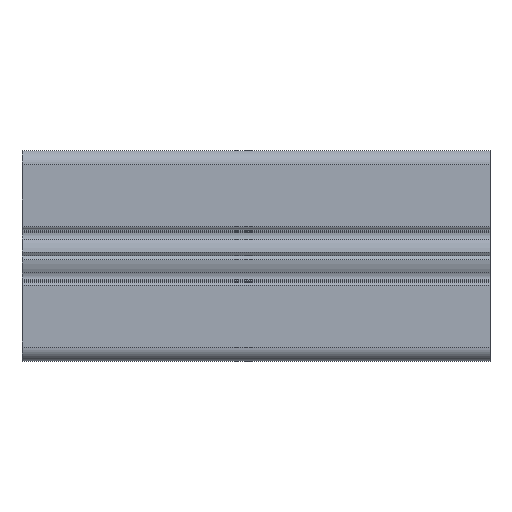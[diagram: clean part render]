
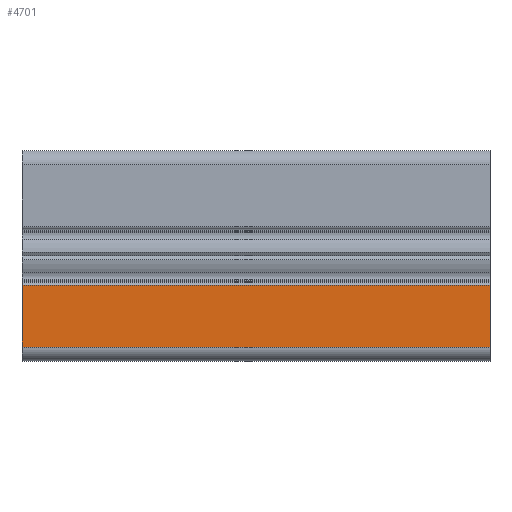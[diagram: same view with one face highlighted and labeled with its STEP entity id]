
A CAD part, top view. The second image highlights one B-rep face of the part: STEP entity #4701.
In plain terms, the highlighted planar face has unit normal (0, 0, 1).
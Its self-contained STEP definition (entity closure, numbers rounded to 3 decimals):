
#20 = DIRECTION ( 'NONE',  ( 0., 0., -1. ) ) ;
#26 = DIRECTION ( 'NONE',  ( 0., -1., 0. ) ) ;
#482 = AXIS2_PLACEMENT_3D ( 'NONE', #7150, #20, #5239 ) ;
#523 = FACE_OUTER_BOUND ( 'NONE', #3988, .T. ) ;
#1302 = CARTESIAN_POINT ( 'NONE',  ( 59.184, 48.598, 22.5 ) ) ;
#1336 = CARTESIAN_POINT ( 'NONE',  ( 59.184, 35.398, 22.5 ) ) ;
#1348 = VECTOR ( 'NONE', #5548, 1000. ) ;
#1435 = LINE ( 'NONE', #1827, #3198 ) ;
#1597 = CARTESIAN_POINT ( 'NONE',  ( 59.184, 35.398, 22.5 ) ) ;
#1827 = CARTESIAN_POINT ( 'NONE',  ( -40.816, 48.598, 22.5 ) ) ;
#1919 = VECTOR ( 'NONE', #6172, 1000. ) ;
#2015 = LINE ( 'NONE', #4823, #1919 ) ;
#2550 = VERTEX_POINT ( 'NONE', #6884 ) ;
#2567 = DIRECTION ( 'NONE',  ( 0., -1., 0. ) ) ;
#2593 = PLANE ( 'NONE',  #482 ) ;
#2848 = LINE ( 'NONE', #1302, #7944 ) ;
#2887 = LINE ( 'NONE', #1597, #1348 ) ;
#3138 = VERTEX_POINT ( 'NONE', #1336 ) ;
#3198 = VECTOR ( 'NONE', #2567, 1000. ) ;
#3282 = VERTEX_POINT ( 'NONE', #4795 ) ;
#3988 = EDGE_LOOP ( 'NONE', ( #4090, #5131, #4954, #4320 ) ) ;
#3997 = EDGE_CURVE ( 'NONE', #3138, #2550, #2887, .T. ) ;
#4090 = ORIENTED_EDGE ( 'NONE', *, *, #4623, .T. ) ;
#4320 = ORIENTED_EDGE ( 'NONE', *, *, #6264, .T. ) ;
#4623 = EDGE_CURVE ( 'NONE', #7741, #2550, #1435, .T. ) ;
#4701 = ADVANCED_FACE ( 'NONE', ( #523 ), #2593, .F. ) ;
#4795 = CARTESIAN_POINT ( 'NONE',  ( 59.184, 48.598, 22.5 ) ) ;
#4823 = CARTESIAN_POINT ( 'NONE',  ( 59.184, 48.598, 22.5 ) ) ;
#4954 = ORIENTED_EDGE ( 'NONE', *, *, #6840, .F. ) ;
#5131 = ORIENTED_EDGE ( 'NONE', *, *, #3997, .F. ) ;
#5239 = DIRECTION ( 'NONE',  ( -1., 0., 0. ) ) ;
#5548 = DIRECTION ( 'NONE',  ( -1., 0., 0. ) ) ;
#6172 = DIRECTION ( 'NONE',  ( -1., 0., 0. ) ) ;
#6264 = EDGE_CURVE ( 'NONE', #3282, #7741, #2015, .T. ) ;
#6441 = CARTESIAN_POINT ( 'NONE',  ( -40.816, 48.598, 22.5 ) ) ;
#6840 = EDGE_CURVE ( 'NONE', #3282, #3138, #2848, .T. ) ;
#6884 = CARTESIAN_POINT ( 'NONE',  ( -40.816, 35.398, 22.5 ) ) ;
#7150 = CARTESIAN_POINT ( 'NONE',  ( 59.184, 48.598, 22.5 ) ) ;
#7741 = VERTEX_POINT ( 'NONE', #6441 ) ;
#7944 = VECTOR ( 'NONE', #26, 1000. ) ;
